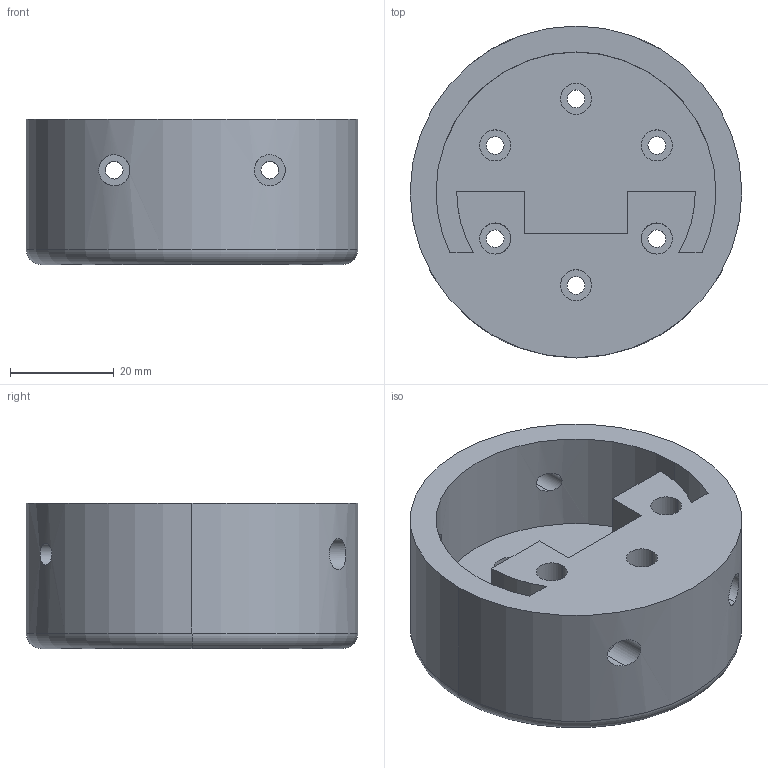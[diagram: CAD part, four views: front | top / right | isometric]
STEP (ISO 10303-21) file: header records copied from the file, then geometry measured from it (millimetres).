
FILE_DESCRIPTION (( 'STEP AP214' ), '1' );
FILE_NAME ('2.1Êä³ö½á¹¹1ÐÂ.STEP', '2025-11-19T02:28:28', ( '' ), ( '' ), 'SwSTEP 2.0', 'SolidWorks 2023', '' );
FILE_SCHEMA (( 'AUTOMOTIVE_DESIGN' ));
Length unit declared in the file: millimetre
Products named in the file (1): 2.1输出结构1新
Bounding box: 64 x 64 x 28 mm (x, y, z)
Volume: 58740.4 mm3; surface area: 18006.8 mm2
Topology: 1 solids, 1 shells, 67 faces, 166 edges, 110 vertices
Faces by surface type: cylinder 47, plane 18, torus 2
Entity records: 2601 total; most frequent: CARTESIAN_POINT 892, DIRECTION 360, ORIENTED_EDGE 332, EDGE_CURVE 166, AXIS2_PLACEMENT_3D 146, VERTEX_POINT 110, EDGE_LOOP 100, CIRCLE 78
